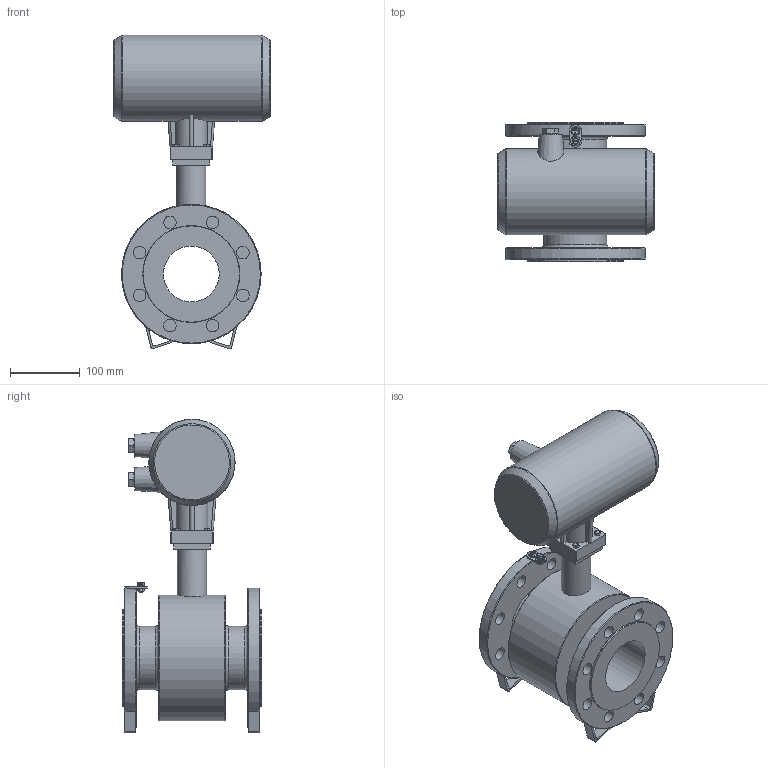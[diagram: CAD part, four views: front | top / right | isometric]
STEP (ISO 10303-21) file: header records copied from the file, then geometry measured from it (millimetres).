
FILE_DESCRIPTION(/* description */ (''),/* implementation_level */ '2;1');
FILE_NAME(/* name */ 'Flowmeter DN80 PN16 Compact.step',/* time_stamp */ '2023-10-05T17:25:06+03:00',/* author */ (''),/* organization */ (''),/* preprocessor_version */ 'ST-DEVELOPER v20',/* originating_system */ 'Autodesk Translation Framework v12.14.0.127',/* authorisation */ '');
FILE_SCHEMA (('AUTOMOTIVE_DESIGN { 1 0 10303 214 3 1 1 }'));
Length unit declared in the file: millimetre
Products named in the file (3): (Unsaved); Flowmeter v11; A_Compact_version
Assembly tree (2 placements, depth 3):
  (Unsaved)
    Flowmeter v11
      A_Compact_version
Bounding box: 224 x 200 x 449 mm (x, y, z)
Volume: 5828372 mm3; surface area: 457411.5 mm2
Topology: 1 solids, 6 shells, 640 faces, 1614 edges, 1036 vertices
Faces by surface type: plane 221, cylinder 157, bspline 157, cone 91, torus 14
Full cylindrical faces by diameter (mm): 3.332 x2, 3.961 x9, 4.234 x4, 5 x11, 5.5 x1, 6.5 x4, 8 x2, 10.394 x1, 12.394 x1, 14 x1, 17 x2, 18 x16, 18.137 x10, 18.631 x12, 29 x1, 42 x2, 72 x1, 80 x1, 90.5 x2, 110 x2, 113 x2, 123.5 x1, 138 x2, 180 x1
Entity records: 55269 total; most frequent: CARTESIAN_POINT 40840, ORIENTED_EDGE 3230, DIRECTION 2368, EDGE_CURVE 1615, VERTEX_POINT 1036, AXIS2_PLACEMENT_3D 879, EDGE_LOOP 757, FACE_OUTER_BOUND 640
